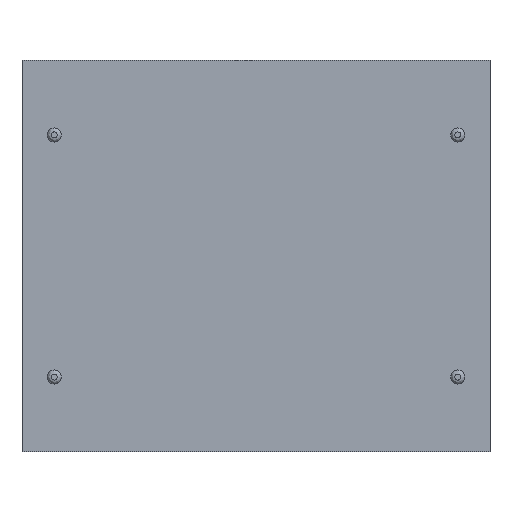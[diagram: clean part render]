
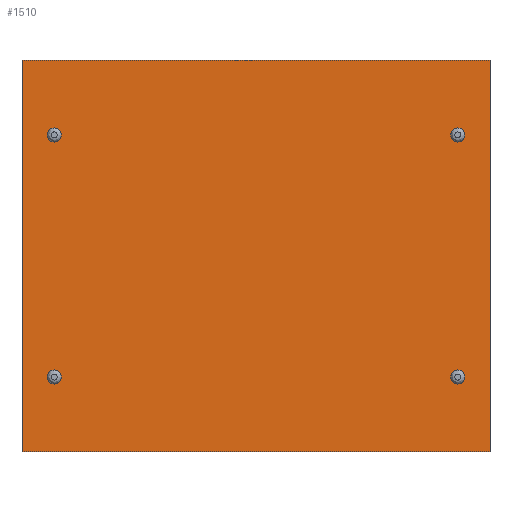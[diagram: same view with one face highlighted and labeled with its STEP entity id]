
A CAD part, front view. The second image highlights one B-rep face of the part: STEP entity #1510.
In plain terms, the highlighted planar face has unit normal (0, -1, 0).
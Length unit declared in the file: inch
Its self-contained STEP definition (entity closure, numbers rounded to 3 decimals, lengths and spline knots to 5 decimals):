
#1208 = AXIS2_PLACEMENT_3D ( 'NONE', #7930, #7942, #7943 ) ;
#1353 = VERTEX_POINT ( 'NONE', #5364 ) ;
#1354 = VERTEX_POINT ( 'NONE', #5365 ) ;
#1355 = VERTEX_POINT ( 'NONE', #5366 ) ;
#1356 = VERTEX_POINT ( 'NONE', #5367 ) ;
#1510 = ADVANCED_FACE ( 'NONE', ( #3797, #3777, #3775, #3773, #3799 ), #7931, .T. ) ;
#1811 = EDGE_CURVE ( 'NONE', #1355, #1356, #3525, .T. ) ;
#3263 = EDGE_CURVE ( 'NONE', #1353, #1354, #16613, .T. ) ;
#3265 = EDGE_CURVE ( 'NONE', #19211, #19211, #16618, .T. ) ;
#3281 = EDGE_CURVE ( 'NONE', #1354, #1355, #16617, .T. ) ;
#3418 = EDGE_CURVE ( 'NONE', #19353, #19353, #16755, .T. ) ;
#3420 = EDGE_CURVE ( 'NONE', #19355, #19355, #16756, .T. ) ;
#3426 = EDGE_CURVE ( 'NONE', #1356, #1353, #16753, .T. ) ;
#3428 = EDGE_CURVE ( 'NONE', #19367, #19367, #16764, .T. ) ;
#3525 = LINE ( 'NONE', #8252, #3680 ) ;
#3680 = VECTOR ( 'NONE', #8253, 39.37008 ) ;
#3773 = FACE_BOUND ( 'NONE', #11940, .T. ) ;
#3775 = FACE_OUTER_BOUND ( 'NONE', #11938, .T. ) ;
#3777 = FACE_BOUND ( 'NONE', #11937, .T. ) ;
#3797 = FACE_BOUND ( 'NONE', #11946, .T. ) ;
#3799 = FACE_BOUND ( 'NONE', #11939, .T. ) ;
#5364 = CARTESIAN_POINT ( 'NONE',  ( -1.16, -0.065, 0.485 ) ) ;
#5365 = CARTESIAN_POINT ( 'NONE',  ( -1.16, -0.065, -0.485 ) ) ;
#5366 = CARTESIAN_POINT ( 'NONE',  ( 0., -0.065, -0.485 ) ) ;
#5367 = CARTESIAN_POINT ( 'NONE',  ( 0., -0.065, 0.485 ) ) ;
#7930 = CARTESIAN_POINT ( 'NONE',  ( -1.16, -0.065, -0.485 ) ) ;
#7931 = PLANE ( 'NONE',  #1208 ) ;
#7942 = DIRECTION ( 'NONE',  ( 0., -1., 0. ) ) ;
#7943 = DIRECTION ( 'NONE',  ( 0., 0., -1. ) ) ;
#8252 = CARTESIAN_POINT ( 'NONE',  ( 0., -0.065, -0.485 ) ) ;
#8253 = DIRECTION ( 'NONE',  ( 0., 0., 1. ) ) ;
#11937 = EDGE_LOOP ( 'NONE', ( #12009 ) ) ;
#11938 = EDGE_LOOP ( 'NONE', ( #12010, #12011, #12012, #12166 ) ) ;
#11939 = EDGE_LOOP ( 'NONE', ( #12168 ) ) ;
#11940 = EDGE_LOOP ( 'NONE', ( #12167 ) ) ;
#11946 = EDGE_LOOP ( 'NONE', ( #12030 ) ) ;
#12009 = ORIENTED_EDGE ( 'NONE', *, *, #3428, .T. ) ;
#12010 = ORIENTED_EDGE ( 'NONE', *, *, #1811, .T. ) ;
#12011 = ORIENTED_EDGE ( 'NONE', *, *, #3426, .T. ) ;
#12012 = ORIENTED_EDGE ( 'NONE', *, *, #3263, .T. ) ;
#12030 = ORIENTED_EDGE ( 'NONE', *, *, #3420, .T. ) ;
#12166 = ORIENTED_EDGE ( 'NONE', *, *, #3281, .T. ) ;
#12167 = ORIENTED_EDGE ( 'NONE', *, *, #3418, .T. ) ;
#12168 = ORIENTED_EDGE ( 'NONE', *, *, #3265, .T. ) ;
#14567 = AXIS2_PLACEMENT_3D ( 'NONE', #16934, #16935, #16936 ) ;
#14653 = AXIS2_PLACEMENT_3D ( 'NONE', #18331, #18333, #18334 ) ;
#14659 = AXIS2_PLACEMENT_3D ( 'NONE', #18363, #18364, #18365 ) ;
#14665 = AXIS2_PLACEMENT_3D ( 'NONE', #18385, #18398, #18399 ) ;
#16613 = LINE ( 'NONE', #16904, #16615 ) ;
#16615 = VECTOR ( 'NONE', #16905, 39.37008 ) ;
#16617 = LINE ( 'NONE', #17067, #16628 ) ;
#16618 = CIRCLE ( 'NONE', #14567, 0.0175 ) ;
#16628 = VECTOR ( 'NONE', #17068, 39.37008 ) ;
#16753 = LINE ( 'NONE', #18388, #16760 ) ;
#16755 = CIRCLE ( 'NONE', #14653, 0.0175 ) ;
#16756 = CIRCLE ( 'NONE', #14659, 0.0175 ) ;
#16760 = VECTOR ( 'NONE', #18389, 39.37008 ) ;
#16764 = CIRCLE ( 'NONE', #14665, 0.0175 ) ;
#16904 = CARTESIAN_POINT ( 'NONE',  ( -1.16, -0.065, -0.485 ) ) ;
#16905 = DIRECTION ( 'NONE',  ( 0., 0., -1. ) ) ;
#16934 = CARTESIAN_POINT ( 'NONE',  ( -1.08, -0.065, -0.3 ) ) ;
#16935 = DIRECTION ( 'NONE',  ( 0., 1., 0. ) ) ;
#16936 = DIRECTION ( 'NONE',  ( 0., 0., 1. ) ) ;
#17067 = CARTESIAN_POINT ( 'NONE',  ( -1.16, -0.065, -0.485 ) ) ;
#17068 = DIRECTION ( 'NONE',  ( 1., 0., 0. ) ) ;
#18331 = CARTESIAN_POINT ( 'NONE',  ( -1.08, -0.065, 0.3 ) ) ;
#18333 = DIRECTION ( 'NONE',  ( 0., 1., 0. ) ) ;
#18334 = DIRECTION ( 'NONE',  ( 0., 0., 1. ) ) ;
#18363 = CARTESIAN_POINT ( 'NONE',  ( -0.08, -0.065, -0.3 ) ) ;
#18364 = DIRECTION ( 'NONE',  ( 0., 1., 0. ) ) ;
#18365 = DIRECTION ( 'NONE',  ( 0., 0., 1. ) ) ;
#18385 = CARTESIAN_POINT ( 'NONE',  ( -0.08, -0.065, 0.3 ) ) ;
#18388 = CARTESIAN_POINT ( 'NONE',  ( -1.16, -0.065, 0.485 ) ) ;
#18389 = DIRECTION ( 'NONE',  ( -1., 0., 0. ) ) ;
#18398 = DIRECTION ( 'NONE',  ( 0., 1., 0. ) ) ;
#18399 = DIRECTION ( 'NONE',  ( 0., 0., 1. ) ) ;
#19211 = VERTEX_POINT ( 'NONE', #19212 ) ;
#19212 = CARTESIAN_POINT ( 'NONE',  ( -1.08, -0.065, -0.2825 ) ) ;
#19353 = VERTEX_POINT ( 'NONE', #19354 ) ;
#19354 = CARTESIAN_POINT ( 'NONE',  ( -1.08, -0.065, 0.3175 ) ) ;
#19355 = VERTEX_POINT ( 'NONE', #19356 ) ;
#19356 = CARTESIAN_POINT ( 'NONE',  ( -0.08, -0.065, -0.2825 ) ) ;
#19367 = VERTEX_POINT ( 'NONE', #19368 ) ;
#19368 = CARTESIAN_POINT ( 'NONE',  ( -0.08, -0.065, 0.3175 ) ) ;
